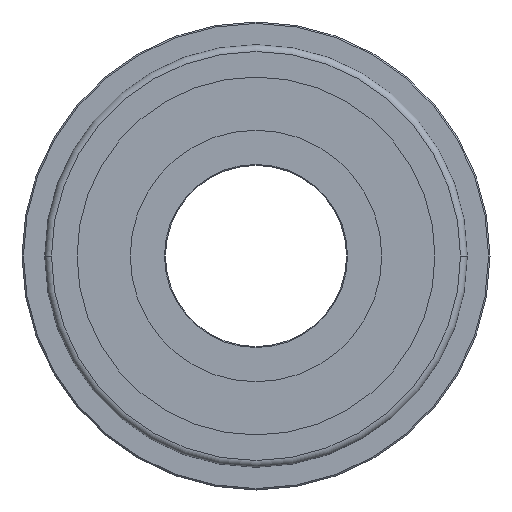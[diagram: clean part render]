
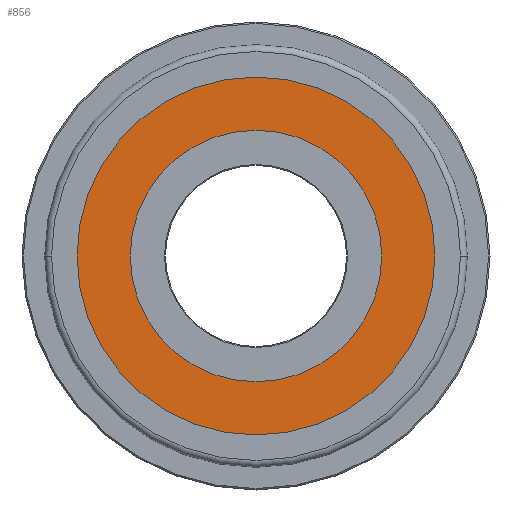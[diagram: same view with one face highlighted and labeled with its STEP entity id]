
A CAD part, left-side view. The second image highlights one B-rep face of the part: STEP entity #856.
In plain terms, the highlighted planar face has unit normal (-1, 0, 0).
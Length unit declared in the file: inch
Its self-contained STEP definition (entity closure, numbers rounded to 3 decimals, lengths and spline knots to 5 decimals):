
#347=CARTESIAN_POINT('',(-0.0703,0.,0.));
#348=DIRECTION('',(-1.,0.,0.));
#349=DIRECTION('',(0.,1.,0.));
#350=AXIS2_PLACEMENT_3D('',#347,#348,#349);
#352=CARTESIAN_POINT('',(-0.0703,0.,0.));
#353=DIRECTION('',(1.,0.,0.));
#354=DIRECTION('',(0.,1.,0.));
#355=AXIS2_PLACEMENT_3D('',#352,#353,#354);
#357=CARTESIAN_POINT('',(-0.0703,0.,0.));
#358=DIRECTION('',(1.,0.,0.));
#359=DIRECTION('',(0.,1.,0.));
#360=AXIS2_PLACEMENT_3D('',#357,#358,#359);
#370=CARTESIAN_POINT('',(-0.0703,0.,0.));
#371=DIRECTION('',(-1.,0.,0.));
#372=DIRECTION('',(0.,1.,0.));
#373=AXIS2_PLACEMENT_3D('',#370,#371,#372);
#424=CARTESIAN_POINT('',(-0.0703,0.3705,0.));
#426=VERTEX_POINT('',#424);
#427=CARTESIAN_POINT('',(-0.0703,0.2605,0.));
#429=VERTEX_POINT('',#427);
#452=CARTESIAN_POINT('',(-0.0703,-0.3705,0.));
#454=VERTEX_POINT('',#452);
#455=CARTESIAN_POINT('',(-0.0703,-0.2605,0.));
#457=VERTEX_POINT('',#455);
#841=CARTESIAN_POINT('',(-0.0703,0.,0.));
#842=DIRECTION('',(1.,0.,0.));
#843=DIRECTION('',(0.,-1.,0.));
#844=AXIS2_PLACEMENT_3D('',#841,#842,#843);
#845=PLANE('',#844);
#846=ORIENTED_EDGE('',*,*,#834,.F.);
#847=ORIENTED_EDGE('',*,*,#823,.T.);
#848=EDGE_LOOP('',(#846,#847));
#849=FACE_OUTER_BOUND('',#848,.F.);
#851=ORIENTED_EDGE('',*,*,#850,.F.);
#853=ORIENTED_EDGE('',*,*,#852,.T.);
#854=EDGE_LOOP('',(#851,#853));
#855=FACE_BOUND('',#854,.F.);
#351=CIRCLE('',#350,0.3705);
#356=CIRCLE('',#355,0.3705);
#361=CIRCLE('',#360,0.2605);
#374=CIRCLE('',#373,0.2605);
#823=EDGE_CURVE('',#426,#454,#356,.T.);
#834=EDGE_CURVE('',#426,#454,#351,.T.);
#850=EDGE_CURVE('',#429,#457,#361,.T.);
#852=EDGE_CURVE('',#429,#457,#374,.T.);
#856=ADVANCED_FACE('',(#849,#855),#845,.F.);
